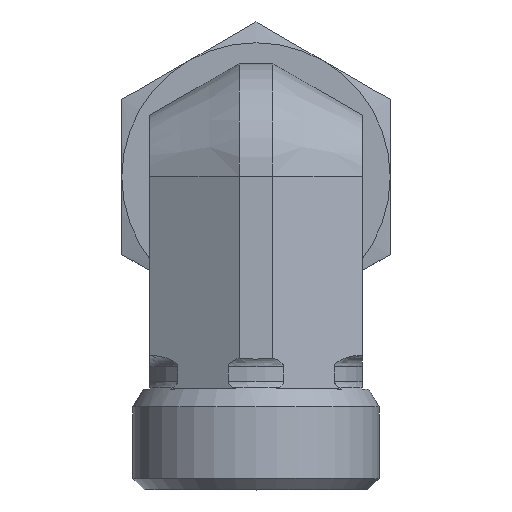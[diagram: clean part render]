
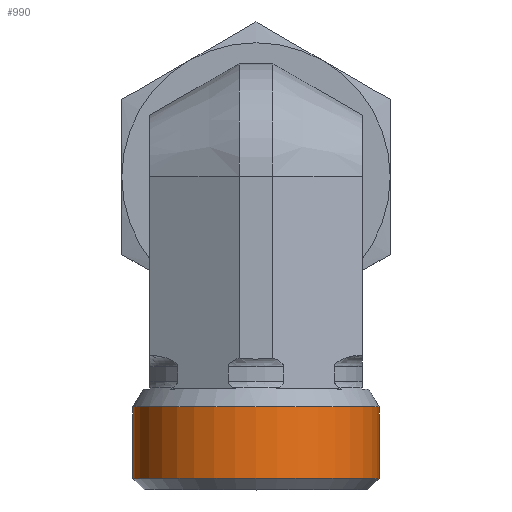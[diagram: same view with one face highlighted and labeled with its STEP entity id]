
A CAD part, top view. The second image highlights one B-rep face of the part: STEP entity #990.
In plain terms, the highlighted cylindrical face has radius 11 mm (diameter 22 mm), a full revolution.
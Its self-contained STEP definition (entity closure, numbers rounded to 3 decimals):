
#948=CARTESIAN_POINT('',(-6.621,-18.852,19.0));
#949=VERTEX_POINT('',#948);
#950=CARTESIAN_POINT('',(-17.621,-18.852,19.0));
#951=DIRECTION('',(0.0,-1.0,0.0));
#952=DIRECTION('',(-1.0,0.0,0.0));
#953=AXIS2_PLACEMENT_3D('',#950,#951,#952);
#954=CIRCLE('',#953,11.0);
#955=EDGE_CURVE('',#949,#949,#954,.T.);
#971=CARTESIAN_POINT('',(-17.621,-19.852,19.0));
#972=DIRECTION('',(0.0,1.0,0.0));
#973=DIRECTION('',(-1.0,0.0,0.0));
#974=AXIS2_PLACEMENT_3D('',#971,#972,#973);
#975=CYLINDRICAL_SURFACE('',#974,11.0);
#976=CARTESIAN_POINT('',(-28.621,-12.444,19.));
#977=VERTEX_POINT('',#976);
#978=CARTESIAN_POINT('',(-17.621,-12.444,19.0));
#979=DIRECTION('',(0.0,-1.0,0.0));
#980=DIRECTION('',(-1.0,0.0,0.0));
#981=AXIS2_PLACEMENT_3D('',#978,#979,#980);
#982=CIRCLE('',#981,11.0);
#983=EDGE_CURVE('',#977,#977,#982,.T.);
#984=ORIENTED_EDGE('',*,*,#983,.T.);
#985=EDGE_LOOP('',(#984));
#986=FACE_OUTER_BOUND('',#985,.T.);
#987=ORIENTED_EDGE('',*,*,#955,.F.);
#988=EDGE_LOOP('',(#987));
#989=FACE_BOUND('',#988,.T.);
#990=ADVANCED_FACE('',(#986,#989),#975,.T.);
